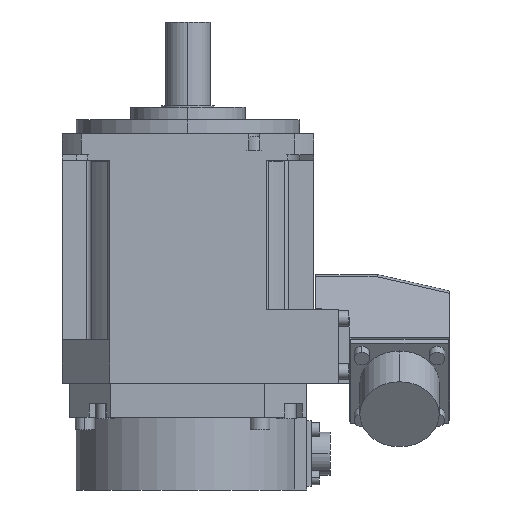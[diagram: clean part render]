
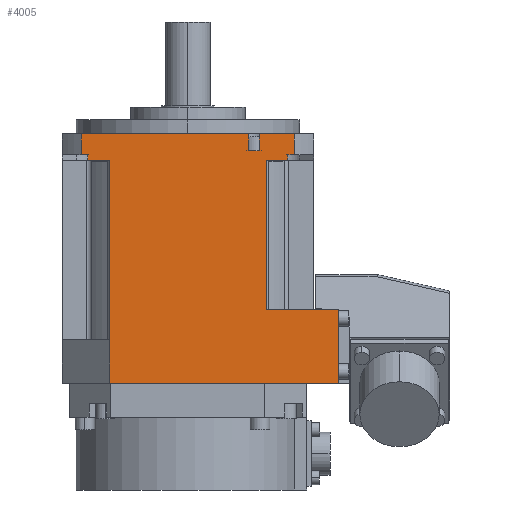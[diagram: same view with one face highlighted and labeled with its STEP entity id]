
A CAD part, left-side view. The second image highlights one B-rep face of the part: STEP entity #4005.
In plain terms, the highlighted planar face has unit normal (-1, 0, 0).
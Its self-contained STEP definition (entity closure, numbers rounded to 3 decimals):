
#112=DIRECTION('',(0.,-1.,0.));
#113=VECTOR('',#112,25.8);
#114=CARTESIAN_POINT('',(-45.,-28.,-63.));
#115=LINE('',#114,#113);
#116=DIRECTION('',(0.,0.,-1.));
#117=VECTOR('',#116,26.3);
#118=CARTESIAN_POINT('',(-45.,-53.8,-63.));
#119=LINE('',#118,#117);
#120=DIRECTION('',(0.,1.,0.));
#121=VECTOR('',#120,81.8);
#122=CARTESIAN_POINT('',(-45.,-53.8,-89.3));
#123=LINE('',#122,#121);
#124=DIRECTION('',(0.,-1.,0.));
#125=VECTOR('',#124,59.884);
#126=CARTESIAN_POINT('',(-45.,38.158,0.));
#127=LINE('',#126,#125);
#128=DIRECTION('',(0.,0.,-1.));
#129=VECTOR('',#128,6.);
#130=CARTESIAN_POINT('',(-45.,-21.727,0.));
#131=LINE('',#130,#129);
#132=DIRECTION('',(0.,0.,1.));
#133=VECTOR('',#132,6.);
#134=CARTESIAN_POINT('',(-45.,-25.523,-6.));
#135=LINE('',#134,#133);
#136=DIRECTION('',(0.,-1.,0.));
#137=VECTOR('',#136,12.634);
#138=CARTESIAN_POINT('',(-45.,-25.523,0.));
#139=LINE('',#138,#137);
#2068=DIRECTION('',(0.,0.,-1.));
#2069=VECTOR('',#2068,7.5);
#2070=CARTESIAN_POINT('',(-45.,38.158,0.));
#2071=LINE('',#2070,#2069);
#2085=DIRECTION('',(0.,-1.,0.));
#2086=VECTOR('',#2085,2.35);
#2087=CARTESIAN_POINT('',(-45.,38.158,-7.5));
#2088=LINE('',#2087,#2086);
#2143=DIRECTION('',(0.,0.,-1.));
#2144=VECTOR('',#2143,2.);
#2145=CARTESIAN_POINT('',(-45.,35.808,-7.5));
#2146=LINE('',#2145,#2144);
#2147=DIRECTION('',(0.,-1.,0.));
#2148=VECTOR('',#2147,7.808);
#2149=CARTESIAN_POINT('',(-45.,35.808,-9.5));
#2150=LINE('',#2149,#2148);
#2174=DIRECTION('',(0.,0.,-1.));
#2175=VECTOR('',#2174,64.2);
#2176=CARTESIAN_POINT('',(-45.,28.,-9.5));
#2177=LINE('',#2176,#2175);
#2201=DIRECTION('',(0.,0.,-1.));
#2202=VECTOR('',#2201,15.6);
#2203=CARTESIAN_POINT('',(-45.,28.,-73.7));
#2204=LINE('',#2203,#2202);
#2340=DIRECTION('',(0.,-1.,0.));
#2341=VECTOR('',#2340,7.808);
#2342=CARTESIAN_POINT('',(-45.,-28.,-9.5));
#2343=LINE('',#2342,#2341);
#2367=DIRECTION('',(0.,0.,1.));
#2368=VECTOR('',#2367,2.);
#2369=CARTESIAN_POINT('',(-45.,-35.808,-9.5));
#2370=LINE('',#2369,#2368);
#2375=DIRECTION('',(0.,-1.,0.));
#2376=VECTOR('',#2375,2.35);
#2377=CARTESIAN_POINT('',(-45.,-35.808,-7.5));
#2378=LINE('',#2377,#2376);
#2407=DIRECTION('',(0.,0.,1.));
#2408=VECTOR('',#2407,7.5);
#2409=CARTESIAN_POINT('',(-45.,-38.158,-7.5));
#2410=LINE('',#2409,#2408);
#2450=DIRECTION('',(0.,0.,1.));
#2451=VECTOR('',#2450,53.5);
#2452=CARTESIAN_POINT('',(-45.,-28.,-63.));
#2453=LINE('',#2452,#2451);
#2507=DIRECTION('',(0.,1.,0.));
#2508=VECTOR('',#2507,3.797);
#2509=CARTESIAN_POINT('',(-45.,-25.523,-6.));
#2510=LINE('',#2509,#2508);
#2986=CARTESIAN_POINT('',(-45.,38.158,0.));
#2987=CARTESIAN_POINT('',(-45.,-21.727,0.));
#2988=VERTEX_POINT('',#2986);
#2989=VERTEX_POINT('',#2987);
#3014=CARTESIAN_POINT('',(-45.,-38.158,0.));
#3015=VERTEX_POINT('',#3014);
#3016=CARTESIAN_POINT('',(-45.,-25.523,0.));
#3017=VERTEX_POINT('',#3016);
#3034=CARTESIAN_POINT('',(-45.,-21.727,-6.));
#3035=CARTESIAN_POINT('',(-45.,-25.523,-6.));
#3036=VERTEX_POINT('',#3034);
#3037=VERTEX_POINT('',#3035);
#3038=CARTESIAN_POINT('',(-45.,35.808,-9.5));
#3039=CARTESIAN_POINT('',(-45.,28.,-9.5));
#3040=VERTEX_POINT('',#3038);
#3041=VERTEX_POINT('',#3039);
#3042=CARTESIAN_POINT('',(-45.,38.158,-7.5));
#3043=CARTESIAN_POINT('',(-45.,35.808,-7.5));
#3044=VERTEX_POINT('',#3042);
#3045=VERTEX_POINT('',#3043);
#3046=CARTESIAN_POINT('',(-45.,-35.808,-7.5));
#3047=CARTESIAN_POINT('',(-45.,-38.158,-7.5));
#3048=VERTEX_POINT('',#3046);
#3049=VERTEX_POINT('',#3047);
#3050=CARTESIAN_POINT('',(-45.,-35.808,-9.5));
#3051=VERTEX_POINT('',#3050);
#3052=CARTESIAN_POINT('',(-45.,-28.,-9.5));
#3053=VERTEX_POINT('',#3052);
#3054=CARTESIAN_POINT('',(-45.,28.,-73.7));
#3055=CARTESIAN_POINT('',(-45.,28.,-89.3));
#3056=VERTEX_POINT('',#3054);
#3057=VERTEX_POINT('',#3055);
#3180=CARTESIAN_POINT('',(-45.,-28.,-63.));
#3181=VERTEX_POINT('',#3180);
#3724=CARTESIAN_POINT('',(-45.,-53.8,-89.3));
#3725=VERTEX_POINT('',#3724);
#3726=CARTESIAN_POINT('',(-45.,-53.8,-63.));
#3727=VERTEX_POINT('',#3726);
#3964=CARTESIAN_POINT('',(-45.,-4.921,-44.65));
#3965=DIRECTION('',(1.,0.,0.));
#3966=DIRECTION('',(0.,-1.,0.));
#3967=AXIS2_PLACEMENT_3D('',#3964,#3965,#3966);
#3968=PLANE('',#3967);
#3970=ORIENTED_EDGE('',*,*,#3969,.T.);
#3972=ORIENTED_EDGE('',*,*,#3971,.T.);
#3974=ORIENTED_EDGE('',*,*,#3973,.T.);
#3976=ORIENTED_EDGE('',*,*,#3975,.F.);
#3978=ORIENTED_EDGE('',*,*,#3977,.F.);
#3980=ORIENTED_EDGE('',*,*,#3979,.F.);
#3982=ORIENTED_EDGE('',*,*,#3981,.F.);
#3984=ORIENTED_EDGE('',*,*,#3983,.F.);
#3986=ORIENTED_EDGE('',*,*,#3985,.F.);
#3987=ORIENTED_EDGE('',*,*,#3887,.T.);
#3988=ORIENTED_EDGE('',*,*,#3959,.T.);
#3990=ORIENTED_EDGE('',*,*,#3989,.F.);
#3991=ORIENTED_EDGE('',*,*,#3955,.T.);
#3992=ORIENTED_EDGE('',*,*,#3915,.T.);
#3994=ORIENTED_EDGE('',*,*,#3993,.F.);
#3996=ORIENTED_EDGE('',*,*,#3995,.F.);
#3998=ORIENTED_EDGE('',*,*,#3997,.F.);
#4000=ORIENTED_EDGE('',*,*,#3999,.F.);
#4002=ORIENTED_EDGE('',*,*,#4001,.F.);
#4003=EDGE_LOOP('',(#3970,#3972,#3974,#3976,#3978,#3980,#3982,#3984,#3986,#3987,
#3988,#3990,#3991,#3992,#3994,#3996,#3998,#4000,#4002));
#4004=FACE_OUTER_BOUND('',#4003,.F.);
#4005=ADVANCED_FACE('',(#4004),#3968,.F.);
#3887=EDGE_CURVE('',#2988,#2989,#127,.T.);
#3915=EDGE_CURVE('',#3017,#3015,#139,.T.);
#3955=EDGE_CURVE('',#3037,#3017,#135,.T.);
#3959=EDGE_CURVE('',#2989,#3036,#131,.T.);
#3969=EDGE_CURVE('',#3181,#3727,#115,.T.);
#3971=EDGE_CURVE('',#3727,#3725,#119,.T.);
#3973=EDGE_CURVE('',#3725,#3057,#123,.T.);
#3975=EDGE_CURVE('',#3056,#3057,#2204,.T.);
#3977=EDGE_CURVE('',#3041,#3056,#2177,.T.);
#3979=EDGE_CURVE('',#3040,#3041,#2150,.T.);
#3981=EDGE_CURVE('',#3045,#3040,#2146,.T.);
#3983=EDGE_CURVE('',#3044,#3045,#2088,.T.);
#3985=EDGE_CURVE('',#2988,#3044,#2071,.T.);
#3989=EDGE_CURVE('',#3037,#3036,#2510,.T.);
#3993=EDGE_CURVE('',#3049,#3015,#2410,.T.);
#3995=EDGE_CURVE('',#3048,#3049,#2378,.T.);
#3997=EDGE_CURVE('',#3051,#3048,#2370,.T.);
#3999=EDGE_CURVE('',#3053,#3051,#2343,.T.);
#4001=EDGE_CURVE('',#3181,#3053,#2453,.T.);
